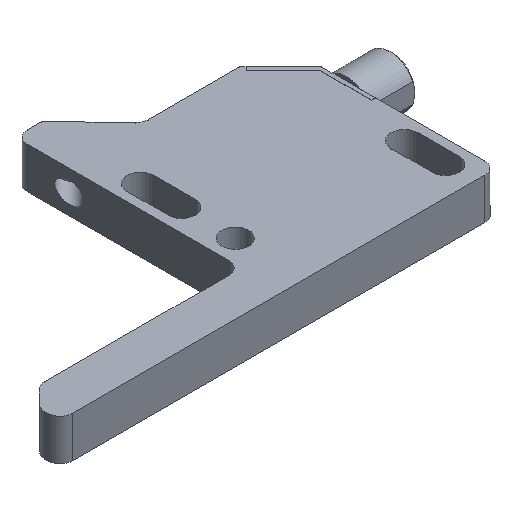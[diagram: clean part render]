
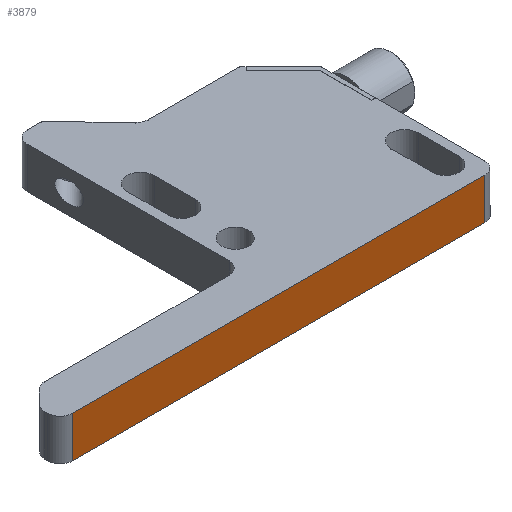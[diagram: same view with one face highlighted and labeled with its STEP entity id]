
A CAD part, isometric view. The second image highlights one B-rep face of the part: STEP entity #3879.
In plain terms, the highlighted planar face has unit normal (0, -1, 0).
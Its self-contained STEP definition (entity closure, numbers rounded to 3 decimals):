
#2982=CARTESIAN_POINT('',(3.,0.,10.0));
#2983=VERTEX_POINT('',#2982);
#2991=CARTESIAN_POINT('',(103.0,0.,10.0));
#2992=VERTEX_POINT('',#2991);
#2993=CARTESIAN_POINT('',(103.0,0.,10.0));
#2994=DIRECTION('',(-1.0,0.0,0.0));
#2995=VECTOR('',#2994,100.);
#2996=LINE('',#2993,#2995);
#2997=EDGE_CURVE('',#2992,#2983,#2996,.T.);
#3232=CARTESIAN_POINT('',(103.0,0.,0.0));
#3233=VERTEX_POINT('',#3232);
#3241=CARTESIAN_POINT('',(3.,0.,0.0));
#3242=VERTEX_POINT('',#3241);
#3243=CARTESIAN_POINT('',(3.,0.,0.0));
#3244=DIRECTION('',(1.0,0.0,0.0));
#3245=VECTOR('',#3244,100.);
#3246=LINE('',#3243,#3245);
#3247=EDGE_CURVE('',#3242,#3233,#3246,.T.);
#3852=CARTESIAN_POINT('',(103.0,0.,10.0));
#3853=DIRECTION('',(0.0,0.0,-1.0));
#3854=VECTOR('',#3853,10.0);
#3855=LINE('',#3852,#3854);
#3856=EDGE_CURVE('',#2992,#3233,#3855,.T.);
#3863=CARTESIAN_POINT('',(106.,0.,0.0));
#3864=DIRECTION('',(0.0,-1.0,0.0));
#3865=DIRECTION('',(0.0,0.0,-1.0));
#3866=AXIS2_PLACEMENT_3D('',#3863,#3864,#3865);
#3867=PLANE('',#3866);
#3868=ORIENTED_EDGE('',*,*,#3856,.F.);
#3869=ORIENTED_EDGE('',*,*,#2997,.T.);
#3870=CARTESIAN_POINT('',(3.,0.,0.0));
#3871=DIRECTION('',(0.0,0.0,1.0));
#3872=VECTOR('',#3871,10.0);
#3873=LINE('',#3870,#3872);
#3874=EDGE_CURVE('',#3242,#2983,#3873,.T.);
#3875=ORIENTED_EDGE('',*,*,#3874,.F.);
#3876=ORIENTED_EDGE('',*,*,#3247,.T.);
#3877=EDGE_LOOP('',(#3868,#3869,#3875,#3876));
#3878=FACE_OUTER_BOUND('',#3877,.T.);
#3879=ADVANCED_FACE('',(#3878),#3867,.T.);
